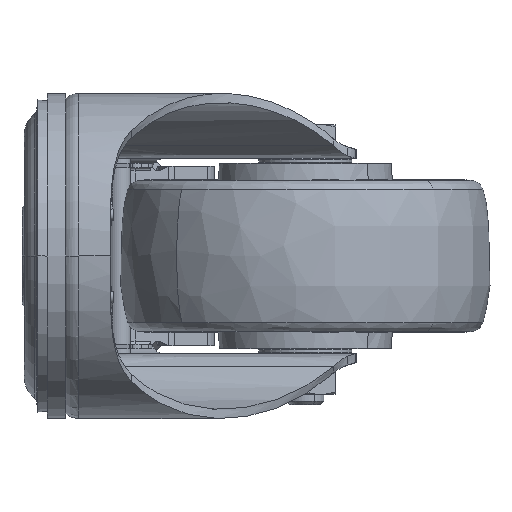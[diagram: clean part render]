
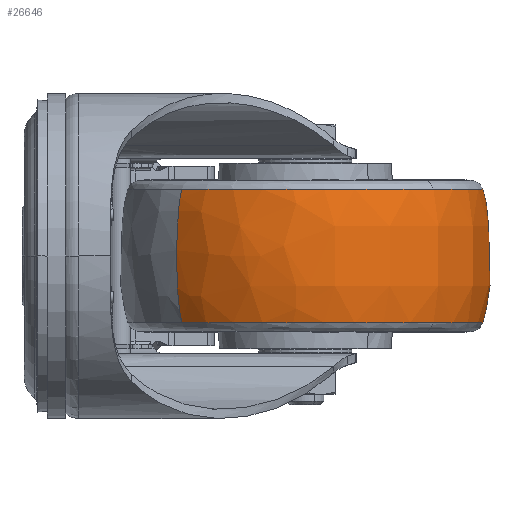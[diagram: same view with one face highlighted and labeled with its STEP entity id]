
A CAD part, left-side view. The second image highlights one B-rep face of the part: STEP entity #26646.
In plain terms, the highlighted free-form (B-spline) face has degree [3, 3] with [4, 4] control points.
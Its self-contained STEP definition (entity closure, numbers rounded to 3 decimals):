
#1039 = CARTESIAN_POINT ( 'NONE',  ( 11.411, -88.591, 14.374 ) ) ;
#3000 = EDGE_LOOP ( 'NONE', ( #37275, #65290, #19421, #30169, #16858, #50682 ) ) ;
#4207 = CARTESIAN_POINT ( 'NONE',  ( 65.591, -87.589, 14.374 ) ) ;
#4654 = CARTESIAN_POINT ( 'NONE',  ( -42.769, -89.593, 14.374 ) ) ;
#5843 = CARTESIAN_POINT ( 'NONE',  ( 8.553, -32.622, 7.653 ) ) ;
#6045 = CARTESIAN_POINT ( 'NONE',  ( 65.591, -87.589, 14.374 ) ) ;
#7607 = CARTESIAN_POINT ( 'NONE',  ( 8.553, -32.622, -7.653 ) ) ;
#7950 = AXIS2_PLACEMENT_3D ( 'NONE', #64157, #21683, #56147 ) ;
#9348 = CARTESIAN_POINT ( 'NONE',  ( 11.411, -88.591, -14.374 ) ) ;
#11330 = CARTESIAN_POINT ( 'NONE',  ( -48.203, -91.516, -7.653 ) ) ;
#12633 = CARTESIAN_POINT ( 'NONE',  ( 10.691, -148.273, -7.653 ) ) ;
#14900 = EDGE_CURVE ( 'NONE', #82580, #64981, #26490, .T. ) ;
#16858 = ORIENTED_EDGE ( 'NONE', *, *, #69340, .F. ) ;
#18039 = CARTESIAN_POINT ( 'NONE',  ( 12.413, -142.771, -14.374 ) ) ;
#19421 = ORIENTED_EDGE ( 'NONE', *, *, #14900, .F. ) ;
#21683 = DIRECTION ( 'NONE',  ( 0., 0., 1. ) ) ;
#22623 = DIRECTION ( 'NONE',  ( 0., 0., -1. ) ) ;
#23472 = DIRECTION ( 'NONE',  ( 0., 0., 1. ) ) ;
#24272 = DIRECTION ( 'NONE',  ( 0.694, 0.72, 0. ) ) ;
#25214 = CARTESIAN_POINT ( 'NONE',  ( 65.591, -87.589, -14.374 ) ) ;
#25587 = CARTESIAN_POINT ( 'NONE',  ( 67.447, -89.378, -7.653 ) ) ;
#26017 = CARTESIAN_POINT ( 'NONE',  ( 65.591, -87.589, 14.374 ) ) ;
#26442 = CARTESIAN_POINT ( 'NONE',  ( 65.591, -87.589, -14.374 ) ) ;
#26490 = CIRCLE ( 'NONE', #30779, 38.318 ) ;
#26515 = CARTESIAN_POINT ( 'NONE',  ( -48.203, -91.516, 7.653 ) ) ;
#26646 = ADVANCED_FACE ( 'NONE', ( #73532 ), #32684, .F. ) ;
#27483 = VERTEX_POINT ( 'NONE', #1039 ) ;
#30169 = ORIENTED_EDGE ( 'NONE', *, *, #43879, .F. ) ;
#30779 = AXIS2_PLACEMENT_3D ( 'NONE', #51142, #30953, #24272 ) ;
#30953 = DIRECTION ( 'NONE',  ( 0., 0., -1. ) ) ;
#32684 =( BOUNDED_SURFACE ( )  B_SPLINE_SURFACE ( 3, 3, ( 
 ( #33232, #39129, #18039, #25214 ),
 ( #86888, #11330, #12633, #40013 ),
 ( #38698, #26515, #65935, #73087 ),
 ( #52512, #4654, #74410, #4207 ) ),
 .UNSPECIFIED., .F., .F., .F. ) 
 B_SPLINE_SURFACE_WITH_KNOTS ( ( 4, 4 ),
 ( 4, 4 ),
 ( 0., 1. ),
 ( 0., 1. ),
 .UNSPECIFIED. ) 
 GEOMETRIC_REPRESENTATION_ITEM ( )  RATIONAL_B_SPLINE_SURFACE ( (
 ( 1., 0.333, 0.333, 1.),
 ( 0.626, 0.209, 0.209, 0.626),
 ( 0.626, 0.209, 0.209, 0.626),
 ( 1., 0.333, 0.333, 1.) ) ) 
 REPRESENTATION_ITEM ( '' )  SURFACE ( )  );
#33099 = CARTESIAN_POINT ( 'NONE',  ( 10.409, -34.411, 14.374 ) ) ;
#33232 = CARTESIAN_POINT ( 'NONE',  ( 10.409, -34.411, -14.374 ) ) ;
#34780 =( BOUNDED_CURVE ( )  B_SPLINE_CURVE ( 3, ( #54133, #7607, #5843, #33099 ),
 .UNSPECIFIED., .F., .F. ) 
 B_SPLINE_CURVE_WITH_KNOTS ( ( 4, 4 ),
 ( 0., 1. ),
 .UNSPECIFIED. ) 
 CURVE ( )  GEOMETRIC_REPRESENTATION_ITEM ( )  RATIONAL_B_SPLINE_CURVE ( ( 1., 0.626, 0.626, 1. ) ) 
 REPRESENTATION_ITEM ( '' )  );
#35070 = EDGE_CURVE ( 'NONE', #64981, #77237, #81087, .T. ) ;
#36060 = DIRECTION ( 'NONE',  ( 0.694, 0.72, 0. ) ) ;
#37275 = ORIENTED_EDGE ( 'NONE', *, *, #82792, .F. ) ;
#38698 = CARTESIAN_POINT ( 'NONE',  ( 8.553, -32.622, 7.653 ) ) ;
#39129 = CARTESIAN_POINT ( 'NONE',  ( -42.769, -89.593, -14.374 ) ) ;
#40013 = CARTESIAN_POINT ( 'NONE',  ( 67.447, -89.378, -7.653 ) ) ;
#40303 = AXIS2_PLACEMENT_3D ( 'NONE', #70879, #23472, #71763 ) ;
#43879 = EDGE_CURVE ( 'NONE', #88159, #82580, #46542, .T. ) ;
#44451 = EDGE_CURVE ( 'NONE', #56292, #27483, #78805, .T. ) ;
#45164 = CARTESIAN_POINT ( 'NONE',  ( 10.409, -34.411, 14.374 ) ) ;
#46513 = CIRCLE ( 'NONE', #7950, 38.318 ) ;
#46542 =( BOUNDED_CURVE ( )  B_SPLINE_CURVE ( 3, ( #26017, #86376, #25587, #26442 ),
 .UNSPECIFIED., .F., .F. ) 
 B_SPLINE_CURVE_WITH_KNOTS ( ( 4, 4 ),
 ( 0., 1. ),
 .UNSPECIFIED. ) 
 CURVE ( )  GEOMETRIC_REPRESENTATION_ITEM ( )  RATIONAL_B_SPLINE_CURVE ( ( 1., 0.626, 0.626, 1. ) ) 
 REPRESENTATION_ITEM ( '' )  );
#50682 = ORIENTED_EDGE ( 'NONE', *, *, #44451, .F. ) ;
#51142 = CARTESIAN_POINT ( 'NONE',  ( 38., -61., -14.374 ) ) ;
#52512 = CARTESIAN_POINT ( 'NONE',  ( 10.409, -34.411, 14.374 ) ) ;
#54133 = CARTESIAN_POINT ( 'NONE',  ( 10.409, -34.411, -14.374 ) ) ;
#56147 = DIRECTION ( 'NONE',  ( -0.694, -0.72, 0. ) ) ;
#56292 = VERTEX_POINT ( 'NONE', #45164 ) ;
#62444 = CARTESIAN_POINT ( 'NONE',  ( 38., -61., -14.374 ) ) ;
#62528 = AXIS2_PLACEMENT_3D ( 'NONE', #62444, #22623, #36060 ) ;
#64157 = CARTESIAN_POINT ( 'NONE',  ( 38., -61., 14.374 ) ) ;
#64981 = VERTEX_POINT ( 'NONE', #9348 ) ;
#65290 = ORIENTED_EDGE ( 'NONE', *, *, #35070, .F. ) ;
#65935 = CARTESIAN_POINT ( 'NONE',  ( 10.691, -148.273, 7.653 ) ) ;
#68068 = CARTESIAN_POINT ( 'NONE',  ( 65.591, -87.589, -14.374 ) ) ;
#69340 = EDGE_CURVE ( 'NONE', #27483, #88159, #46513, .T. ) ;
#70879 = CARTESIAN_POINT ( 'NONE',  ( 38., -61., 14.374 ) ) ;
#71763 = DIRECTION ( 'NONE',  ( -0.694, -0.72, 0. ) ) ;
#73087 = CARTESIAN_POINT ( 'NONE',  ( 67.447, -89.378, 7.653 ) ) ;
#73532 = FACE_OUTER_BOUND ( 'NONE', #3000, .T. ) ;
#74410 = CARTESIAN_POINT ( 'NONE',  ( 12.413, -142.771, 14.374 ) ) ;
#76151 = CARTESIAN_POINT ( 'NONE',  ( 10.409, -34.411, -14.374 ) ) ;
#77237 = VERTEX_POINT ( 'NONE', #76151 ) ;
#78805 = CIRCLE ( 'NONE', #40303, 38.318 ) ;
#81087 = CIRCLE ( 'NONE', #62528, 38.318 ) ;
#82580 = VERTEX_POINT ( 'NONE', #68068 ) ;
#82792 = EDGE_CURVE ( 'NONE', #77237, #56292, #34780, .T. ) ;
#86376 = CARTESIAN_POINT ( 'NONE',  ( 67.447, -89.378, 7.653 ) ) ;
#86888 = CARTESIAN_POINT ( 'NONE',  ( 8.553, -32.622, -7.653 ) ) ;
#88159 = VERTEX_POINT ( 'NONE', #6045 ) ;
